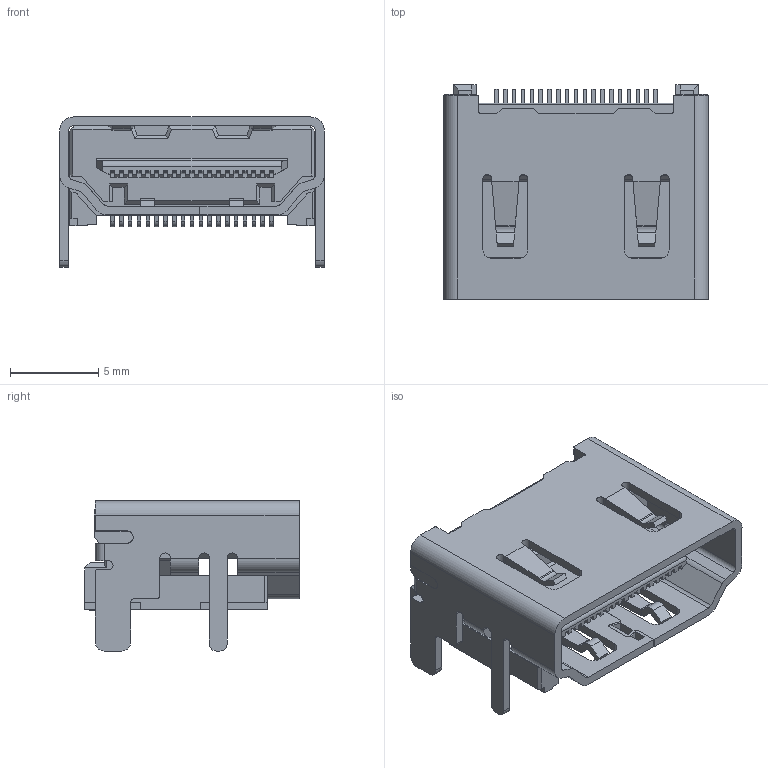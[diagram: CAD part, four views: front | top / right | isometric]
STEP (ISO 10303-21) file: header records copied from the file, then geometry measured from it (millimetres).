
FILE_DESCRIPTION(/* description */ ('STEP AP214'),/* implementation_level */ '2;1');
FILE_NAME(/* name */ 'HDMI-001S.step',/* time_stamp */ '2024-08-15T23:55:08+02:00',/* author */ (''),/* organization */ (''),/* preprocessor_version */ 'ST-DEVELOPER v20',/* originating_system */ 'Autodesk Translation Framework v13.14.0.145',/* authorisation */ '');
FILE_SCHEMA (('AUTOMOTIVE_DESIGN { 1 0 10303 214 3 1 1 }'));
Length unit declared in the file: millimetre
Products named in the file (1): HDMI-SMD_HDMI-001S
Bounding box: 15 x 12.15 x 8.51 mm (x, y, z)
Volume: 524.7 mm3; surface area: 1422.2 mm2
Topology: 2 solids, 2 shells, 767 faces, 2211 edges, 1464 vertices
Faces by surface type: plane 608, cylinder 159
Entity records: 25763 total; most frequent: CARTESIAN_POINT 4443, ORIENTED_EDGE 4422, DIRECTION 4073, EDGE_CURVE 2211, LINE 1885, VECTOR 1885, VERTEX_POINT 1464, AXIS2_PLACEMENT_3D 1094
